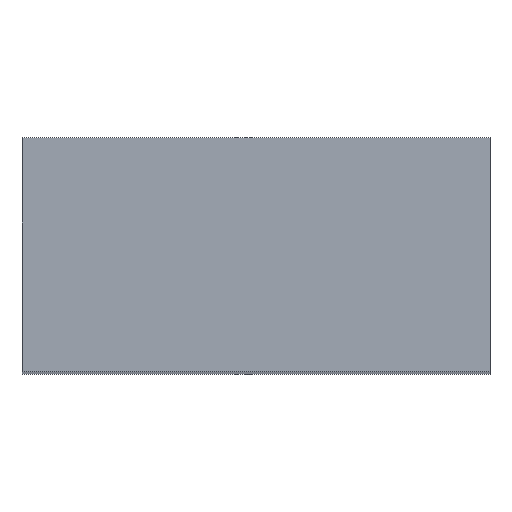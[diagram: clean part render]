
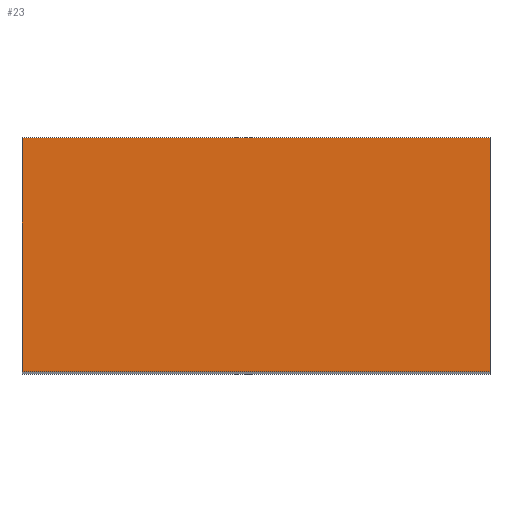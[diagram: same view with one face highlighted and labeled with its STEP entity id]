
A CAD part, top view. The second image highlights one B-rep face of the part: STEP entity #23.
In plain terms, the highlighted planar face has unit normal (0, 0, 1).
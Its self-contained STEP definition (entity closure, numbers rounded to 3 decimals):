
#6 = CARTESIAN_POINT ( 'NONE',  ( 15., 30., 200. ) ) ;
#7 = CARTESIAN_POINT ( 'NONE',  ( 15., -30., 200. ) ) ;
#10 = VERTEX_POINT ( 'NONE', #154 ) ;
#12 = VECTOR ( 'NONE', #33, 1000. ) ;
#15 = LINE ( 'NONE', #197, #97 ) ;
#23 = ADVANCED_FACE ( 'NONE', ( #230 ), #153, .T. ) ;
#24 = CARTESIAN_POINT ( 'NONE',  ( 15., 30., 200. ) ) ;
#27 = VECTOR ( 'NONE', #132, 1000. ) ;
#33 = DIRECTION ( 'NONE',  ( 0., -1., 0. ) ) ;
#39 = VERTEX_POINT ( 'NONE', #210 ) ;
#40 = EDGE_CURVE ( 'NONE', #162, #39, #91, .T. ) ;
#48 = EDGE_CURVE ( 'NONE', #90, #10, #72, .T. ) ;
#61 = CARTESIAN_POINT ( 'NONE',  ( 0., 0., 200. ) ) ;
#66 = DIRECTION ( 'NONE',  ( 0., 1., 0. ) ) ;
#68 = AXIS2_PLACEMENT_3D ( 'NONE', #61, #213, #135 ) ;
#72 = LINE ( 'NONE', #24, #159 ) ;
#76 = EDGE_LOOP ( 'NONE', ( #149, #223, #173, #95 ) ) ;
#79 = CARTESIAN_POINT ( 'NONE',  ( -15., -30., 200. ) ) ;
#85 = CARTESIAN_POINT ( 'NONE',  ( -15., 30., 200. ) ) ;
#90 = VERTEX_POINT ( 'NONE', #6 ) ;
#91 = LINE ( 'NONE', #7, #27 ) ;
#95 = ORIENTED_EDGE ( 'NONE', *, *, #105, .T. ) ;
#97 = VECTOR ( 'NONE', #66, 1000. ) ;
#105 = EDGE_CURVE ( 'NONE', #39, #90, #15, .T. ) ;
#111 = DIRECTION ( 'NONE',  ( -1., 0., 0. ) ) ;
#132 = DIRECTION ( 'NONE',  ( 1., 0., 0. ) ) ;
#135 = DIRECTION ( 'NONE',  ( 0., -1., 0. ) ) ;
#149 = ORIENTED_EDGE ( 'NONE', *, *, #48, .T. ) ;
#153 = PLANE ( 'NONE',  #68 ) ;
#154 = CARTESIAN_POINT ( 'NONE',  ( -15., 30., 200. ) ) ;
#159 = VECTOR ( 'NONE', #111, 1000. ) ;
#162 = VERTEX_POINT ( 'NONE', #79 ) ;
#173 = ORIENTED_EDGE ( 'NONE', *, *, #40, .T. ) ;
#183 = LINE ( 'NONE', #85, #12 ) ;
#197 = CARTESIAN_POINT ( 'NONE',  ( 15., 30., 200. ) ) ;
#210 = CARTESIAN_POINT ( 'NONE',  ( 15., -30., 200. ) ) ;
#213 = DIRECTION ( 'NONE',  ( 0., 0., 1. ) ) ;
#223 = ORIENTED_EDGE ( 'NONE', *, *, #236, .T. ) ;
#230 = FACE_OUTER_BOUND ( 'NONE', #76, .T. ) ;
#236 = EDGE_CURVE ( 'NONE', #10, #162, #183, .T. ) ;
